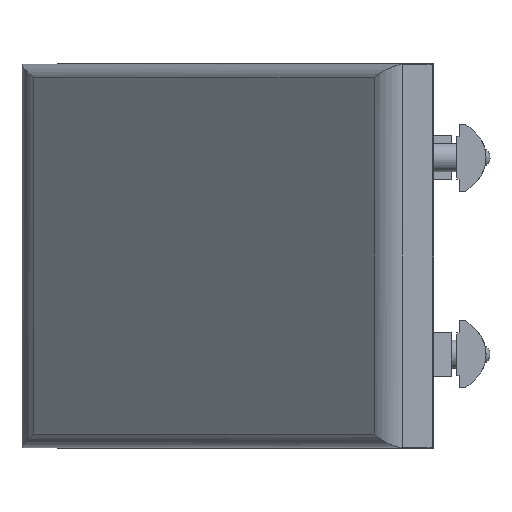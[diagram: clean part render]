
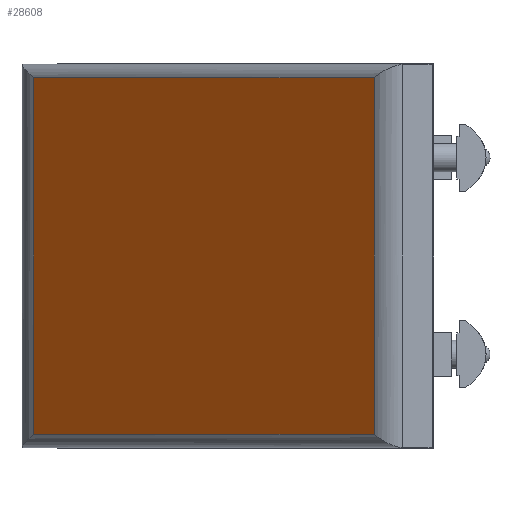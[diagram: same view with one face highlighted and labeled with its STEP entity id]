
A CAD part, left-side view. The second image highlights one B-rep face of the part: STEP entity #28608.
In plain terms, the highlighted face is planar.
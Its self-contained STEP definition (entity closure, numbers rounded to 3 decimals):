
#15979=ORIENTED_EDGE('',*,*,#21545,.F.);
#15980=ORIENTED_EDGE('',*,*,#21534,.F.);
#15981=ORIENTED_EDGE('',*,*,#21541,.T.);
#15982=ORIENTED_EDGE('',*,*,#21543,.T.);
#18305=VECTOR('',#24859,1.);
#18309=VECTOR('',#24869,1.);
#18310=VECTOR('',#24872,1.);
#18312=VECTOR('',#24876,1.);
#19407=LINE('',#30182,#18305);
#19411=LINE('',#30515,#18309);
#19412=LINE('',#30665,#18310);
#19414=LINE('',#30668,#18312);
#20409=VERTEX_POINT('',#30033);
#20410=VERTEX_POINT('',#30181);
#20414=VERTEX_POINT('',#30353);
#20415=VERTEX_POINT('',#30517);
#21534=EDGE_CURVE('',#20409,#20410,#19407,.T.);
#21541=EDGE_CURVE('',#20409,#20414,#19411,.T.);
#21543=EDGE_CURVE('',#20414,#20415,#19412,.T.);
#21545=EDGE_CURVE('',#20410,#20415,#19414,.T.);
#22683=EDGE_LOOP('',(#15979,#15980,#15981,#15982));
#23441=FACE_BOUND('',#22683,.T.);
#24859=DIRECTION('',(110.144,0.,0.));
#24869=DIRECTION('',(0.,0.,-81.6));
#24872=DIRECTION('',(110.144,0.,0.));
#24876=DIRECTION('',(0.,0.,-81.6));
#24877=DIRECTION('',(0.,-1.,0.));
#24878=DIRECTION('',(-1.,0.,0.));
#27247=AXIS2_PLACEMENT_3D('',#30669,#24877,#24878);
#28126=PLANE('',#27247);
#28608=ADVANCED_FACE('',(#23441),#28126,.T.);
#30033=CARTESIAN_POINT('',(-55.072,-8.,40.8));
#30181=CARTESIAN_POINT('',(55.072,-8.,40.8));
#30182=CARTESIAN_POINT('',(-55.072,-8.,40.8));
#30353=CARTESIAN_POINT('',(-55.072,-8.,-40.8));
#30515=CARTESIAN_POINT('',(-55.072,-8.,40.8));
#30517=CARTESIAN_POINT('',(55.072,-8.,-40.8));
#30665=CARTESIAN_POINT('',(-55.072,-8.,-40.8));
#30668=CARTESIAN_POINT('',(55.072,-8.,40.8));
#30669=CARTESIAN_POINT('',(-55.072,-8.,0.));
